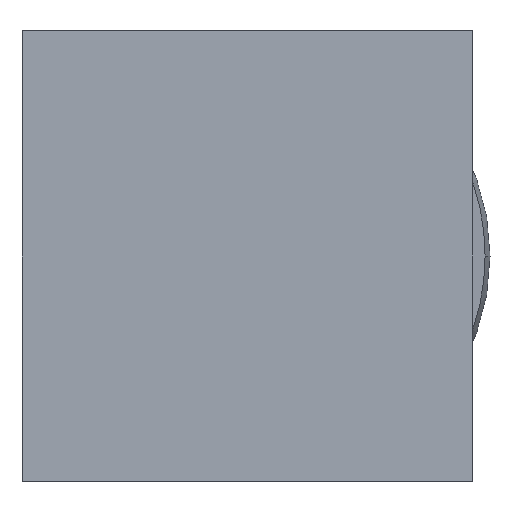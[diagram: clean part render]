
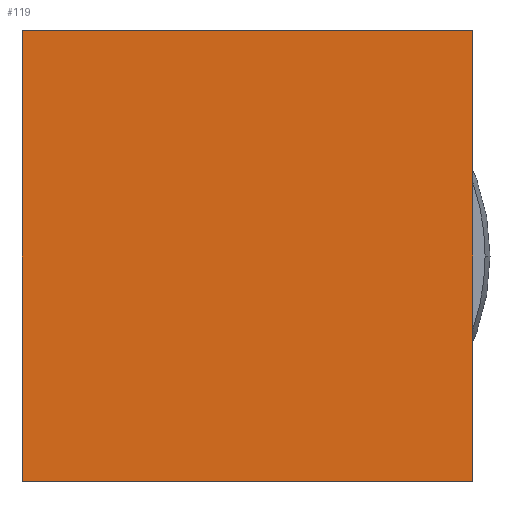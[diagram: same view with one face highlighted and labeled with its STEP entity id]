
A CAD part, front view. The second image highlights one B-rep face of the part: STEP entity #119.
In plain terms, the highlighted planar face has unit normal (0, -1, 0).
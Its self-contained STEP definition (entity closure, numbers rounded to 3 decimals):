
#3 = AXIS2_PLACEMENT_3D ( 'NONE', #393, #141, #396 ) ;
#11 = EDGE_LOOP ( 'NONE', ( #102, #295, #169, #71 ) ) ;
#68 = EDGE_CURVE ( 'NONE', #103, #354, #153, .T. ) ;
#71 = ORIENTED_EDGE ( 'NONE', *, *, #379, .F. ) ;
#77 = CARTESIAN_POINT ( 'NONE',  ( 20., 0., 20. ) ) ;
#81 = LINE ( 'NONE', #211, #115 ) ;
#102 = ORIENTED_EDGE ( 'NONE', *, *, #319, .F. ) ;
#103 = VERTEX_POINT ( 'NONE', #77 ) ;
#113 = CARTESIAN_POINT ( 'NONE',  ( 20., 0., -20. ) ) ;
#115 = VECTOR ( 'NONE', #335, 1000. ) ;
#119 = ADVANCED_FACE ( 'NONE', ( #304 ), #171, .F. ) ;
#130 = VERTEX_POINT ( 'NONE', #298 ) ;
#138 = LINE ( 'NONE', #113, #154 ) ;
#141 = DIRECTION ( 'NONE',  ( 0., 1., 0. ) ) ;
#153 = LINE ( 'NONE', #286, #155 ) ;
#154 = VECTOR ( 'NONE', #305, 1000. ) ;
#155 = VECTOR ( 'NONE', #224, 1000. ) ;
#169 = ORIENTED_EDGE ( 'NONE', *, *, #68, .F. ) ;
#171 = PLANE ( 'NONE',  #3 ) ;
#172 = CARTESIAN_POINT ( 'NONE',  ( -20., 0., -20. ) ) ;
#211 = CARTESIAN_POINT ( 'NONE',  ( 20., 0., 20. ) ) ;
#224 = DIRECTION ( 'NONE',  ( 0., 0., -1. ) ) ;
#228 = DIRECTION ( 'NONE',  ( 0., 0., 1. ) ) ;
#242 = CARTESIAN_POINT ( 'NONE',  ( -20., 0., 20. ) ) ;
#244 = CARTESIAN_POINT ( 'NONE',  ( 20., 0., -20. ) ) ;
#256 = EDGE_CURVE ( 'NONE', #354, #361, #138, .T. ) ;
#286 = CARTESIAN_POINT ( 'NONE',  ( 20., 0., 20. ) ) ;
#295 = ORIENTED_EDGE ( 'NONE', *, *, #256, .F. ) ;
#298 = CARTESIAN_POINT ( 'NONE',  ( -20., 0., 20. ) ) ;
#303 = LINE ( 'NONE', #242, #353 ) ;
#304 = FACE_OUTER_BOUND ( 'NONE', #11, .T. ) ;
#305 = DIRECTION ( 'NONE',  ( -1., 0., 0. ) ) ;
#319 = EDGE_CURVE ( 'NONE', #361, #130, #303, .T. ) ;
#335 = DIRECTION ( 'NONE',  ( 1., 0., 0. ) ) ;
#353 = VECTOR ( 'NONE', #228, 1000. ) ;
#354 = VERTEX_POINT ( 'NONE', #244 ) ;
#361 = VERTEX_POINT ( 'NONE', #172 ) ;
#379 = EDGE_CURVE ( 'NONE', #130, #103, #81, .T. ) ;
#393 = CARTESIAN_POINT ( 'NONE',  ( 0., 0., 0. ) ) ;
#396 = DIRECTION ( 'NONE',  ( 0., 0., 1. ) ) ;
